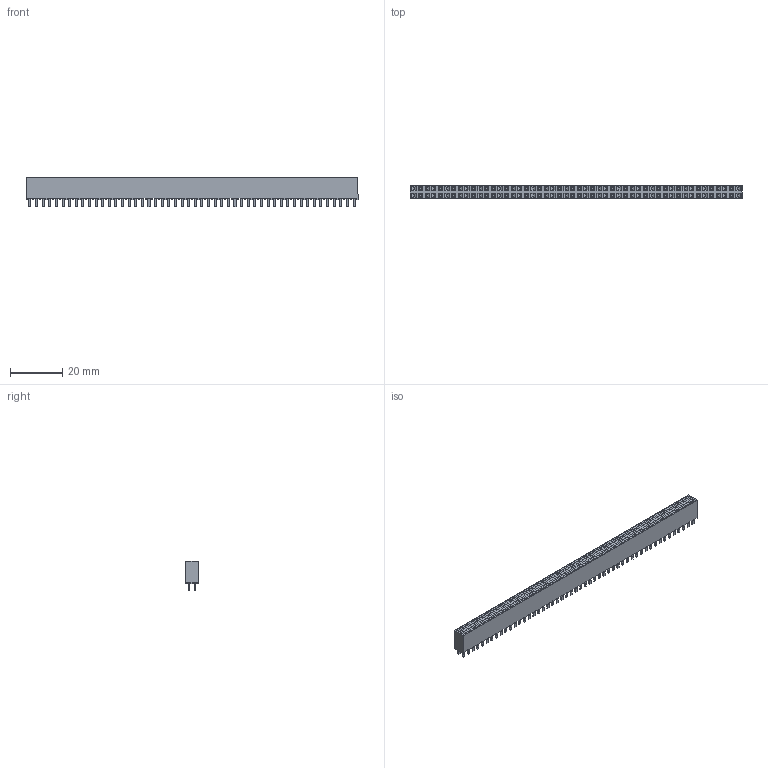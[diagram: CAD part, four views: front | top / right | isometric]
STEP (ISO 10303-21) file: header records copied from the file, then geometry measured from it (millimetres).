
FILE_DESCRIPTION((''),'2;1');
FILE_NAME('SAMTEC_SSW-150-01-L-D.stp','2011-12-14T09:59:48',(''),(''),'Mechanical Desktop 2011','Mechanical Desktop 2011',', , ');
FILE_SCHEMA(('AUTOMOTIVE_DESIGN { 1 2 10303 214 1 1 1 1 }'));
Length unit declared in the file: millimetre
Products named in the file (1): Product
Bounding box: 127.51 x 4.95 x 11.15 mm (x, y, z)
Volume: 5180.4 mm3; surface area: 6108.7 mm2
Topology: 102 solids, 102 shells, 1218 faces, 3133 edges, 2022 vertices
Faces by surface type: plane 1067, bspline 151
Entity records: 36291 total; most frequent: CARTESIAN_POINT 6826, ORIENTED_EDGE 6264, DIRECTION 5269, VECTOR 3133, LINE 3133, EDGE_CURVE 3132, VERTEX_POINT 2020, EDGE_LOOP 1318
